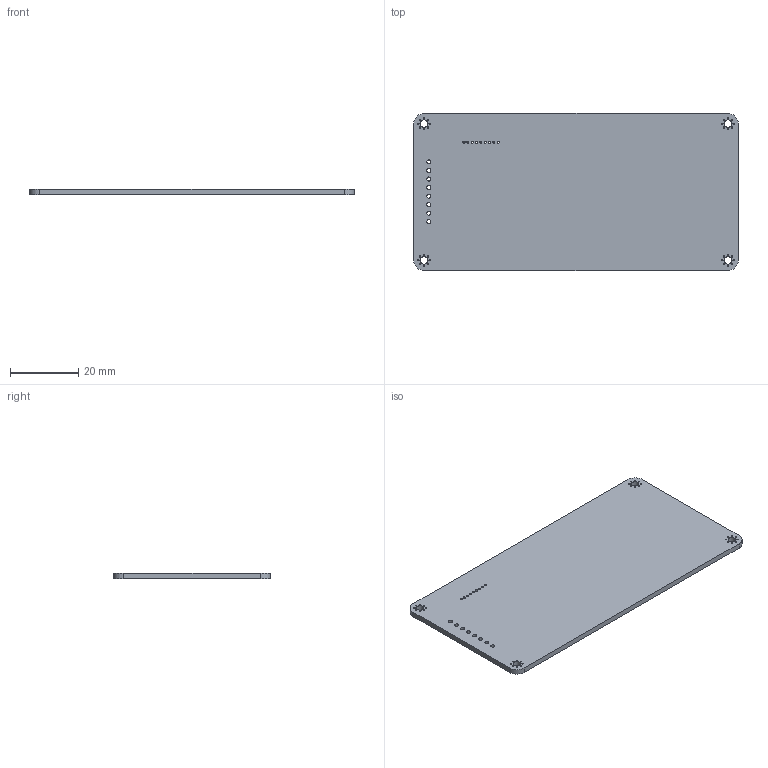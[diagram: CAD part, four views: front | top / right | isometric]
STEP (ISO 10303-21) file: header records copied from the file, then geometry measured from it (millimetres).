
FILE_DESCRIPTION(('KiCad electronic assembly'),'2;1');
FILE_NAME('bd_board_r.step','2020-08-24T11:23:14',('An Author'),( 'A Company'),'Open CASCADE STEP processor 6.9', 'KiCad to STEP converter','Unknown');
FILE_SCHEMA(('AUTOMOTIVE_DESIGN { 1 0 10303 214 1 1 1 1 }'));
Length unit declared in the file: millimetre
Products named in the file (2): Open CASCADE STEP translator 6.9 1; COMPOUND
Assembly tree (1 placements, depth 2):
  Open CASCADE STEP translator 6.9 1
    COMPOUND
Bounding box: 95 x 46 x 1.6 mm (x, y, z)
Volume: 6929.4 mm3; surface area: 9291 mm2
Topology: 1 solids, 1 shells, 63 faces, 183 edges, 122 vertices
Faces by surface type: cylinder 57, plane 6
Full cylindrical faces by diameter (mm): 0.4 x32, 0.65 x9, 1.2 x8, 2.2 x4
Entity records: 5131 total; most frequent: CARTESIAN_POINT 1420, DIRECTION 679, ORIENTED_EDGE 366, PCURVE 366, DEFINITIONAL_REPRESENTATION 366, LINE 321, VECTOR 321, EDGE_CURVE 183
